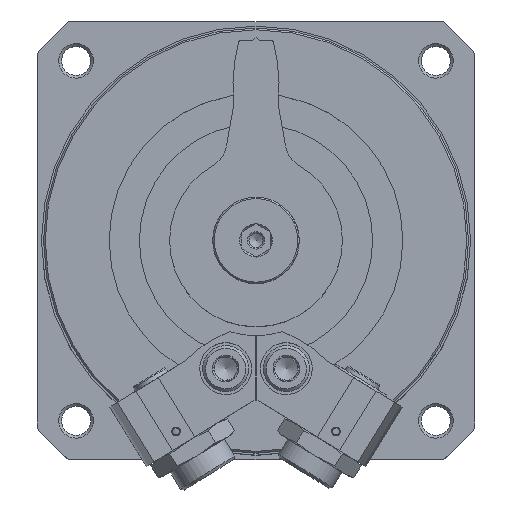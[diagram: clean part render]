
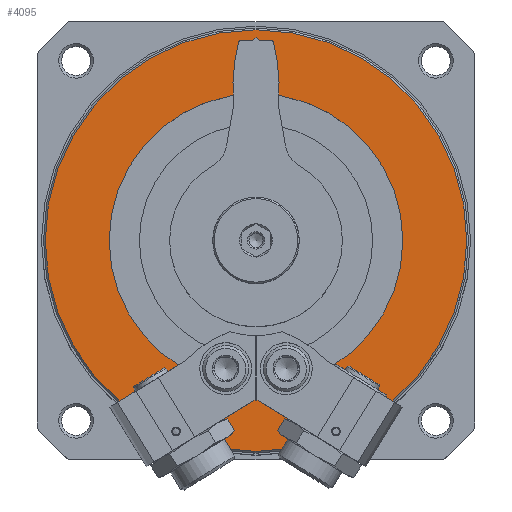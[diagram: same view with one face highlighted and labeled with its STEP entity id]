
A CAD part, top view. The second image highlights one B-rep face of the part: STEP entity #4095.
In plain terms, the highlighted face is planar.
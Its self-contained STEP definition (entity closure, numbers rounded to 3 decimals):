
#863=ORIENTED_EDGE('',*,*,#1886,.F.);
#864=ORIENTED_EDGE('',*,*,#1887,.T.);
#1886=EDGE_CURVE('',#2408,#2408,#2803,.T.);
#1887=EDGE_CURVE('',#2409,#2409,#2804,.T.);
#2408=VERTEX_POINT('',#6572);
#2409=VERTEX_POINT('',#6574);
#2803=CIRCLE('',#4530,73.2);
#2804=CIRCLE('',#4531,51.);
#3082=EDGE_LOOP('',(#863));
#3083=EDGE_LOOP('',(#864));
#3539=FACE_BOUND('',#3082,.T.);
#3540=FACE_BOUND('',#3083,.T.);
#3961=PLANE('',#4529);
#4095=ADVANCED_FACE('',(#3539,#3540),#3961,.F.);
#4529=AXIS2_PLACEMENT_3D('',#6570,#5176,#5177);
#4530=AXIS2_PLACEMENT_3D('',#6571,#5178,#5179);
#4531=AXIS2_PLACEMENT_3D('',#6573,#5180,#5181);
#5176=DIRECTION('',(1.,0.,0.));
#5177=DIRECTION('',(0.,0.,-1.));
#5178=DIRECTION('',(1.,0.,0.));
#5179=DIRECTION('',(0.,0.,-1.));
#5180=DIRECTION('',(1.,0.,0.));
#5181=DIRECTION('',(0.,0.,-1.));
#6570=CARTESIAN_POINT('',(-84.,0.,0.));
#6571=CARTESIAN_POINT('',(-84.,0.,0.));
#6572=CARTESIAN_POINT('',(-84.,0.,-73.2));
#6573=CARTESIAN_POINT('',(-84.,0.,0.));
#6574=CARTESIAN_POINT('',(-84.,0.,-51.));
